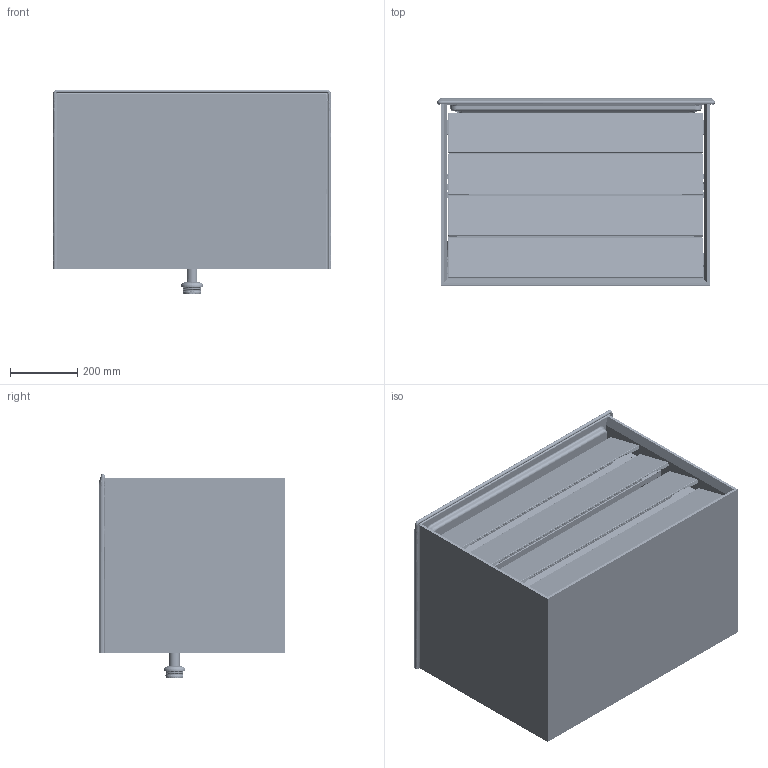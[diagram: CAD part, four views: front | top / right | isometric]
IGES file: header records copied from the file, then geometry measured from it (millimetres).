
Global section: file name: 61228+61229+61230+61231_2 cek etajer 80.igs; native system: Unigraphics Version ; preprocessor: SIEMENS PLM Software NX 11.0; date: 20161213.090335; units: millimetre
Bounding box: 826.01 x 556.02 x 608.4 mm (x, y, z)
Surface area: 8243132.6 mm2 (no closed solid volume)
Topology: 0 solids, 0 shells, 6356 faces, 42980 edges, 42393 vertices
Faces by surface type: bspline 6356
